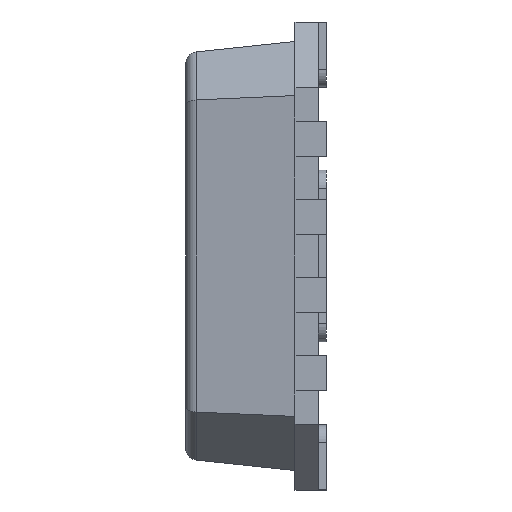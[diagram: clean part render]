
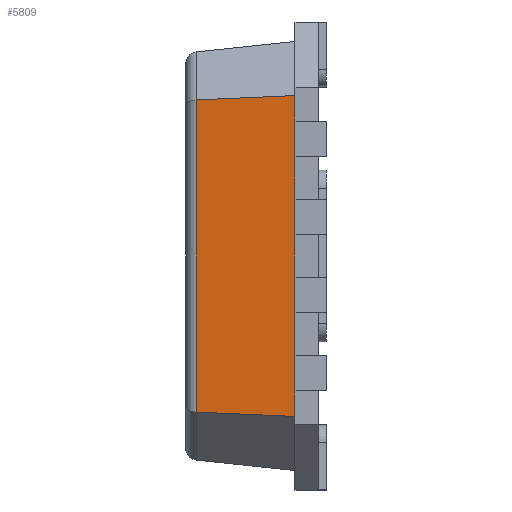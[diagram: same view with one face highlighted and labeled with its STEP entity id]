
A CAD part, left-side view. The second image highlights one B-rep face of the part: STEP entity #5809.
In plain terms, the highlighted planar face has unit normal (-0.995, 0.104, 0).
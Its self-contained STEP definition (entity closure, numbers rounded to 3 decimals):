
#14 = DIRECTION ( 'NONE',  ( 0., 0., -1. ) ) ;
#25 = ORIENTED_EDGE ( 'NONE', *, *, #5017, .F. ) ;
#187 = ORIENTED_EDGE ( 'NONE', *, *, #2136, .F. ) ;
#203 = EDGE_CURVE ( 'NONE', #7354, #645, #2030, .T. ) ;
#297 = DIRECTION ( 'NONE',  ( -0.995, 0.105, 0. ) ) ;
#554 = DIRECTION ( 'NONE',  ( 0., 0., -1. ) ) ;
#645 = VERTEX_POINT ( 'NONE', #7357 ) ;
#699 = VERTEX_POINT ( 'NONE', #3871 ) ;
#825 = PLANE ( 'NONE',  #4624 ) ;
#1089 = VECTOR ( 'NONE', #14, 1000. ) ;
#1096 = LINE ( 'NONE', #2253, #5644 ) ;
#1109 = CARTESIAN_POINT ( 'NONE',  ( -1.297, 0.943, 0.996 ) ) ;
#1194 = VECTOR ( 'NONE', #4229, 1000. ) ;
#1257 = ORIENTED_EDGE ( 'NONE', *, *, #203, .F. ) ;
#1319 = ORIENTED_EDGE ( 'NONE', *, *, #6186, .F. ) ;
#1401 = FACE_OUTER_BOUND ( 'NONE', #5482, .T. ) ;
#1475 = DIRECTION ( 'NONE',  ( 0., 0., -1. ) ) ;
#1500 = VECTOR ( 'NONE', #2546, 1000. ) ;
#1510 = CARTESIAN_POINT ( 'NONE',  ( -1.375, 0.2, -1.028 ) ) ;
#1680 = DIRECTION ( 'NONE',  ( 0.104, 0.994, 0.043 ) ) ;
#1706 = CARTESIAN_POINT ( 'NONE',  ( -1.375, 0.2, 0.135 ) ) ;
#1707 = EDGE_CURVE ( 'NONE', #2754, #5941, #5666, .T. ) ;
#1721 = VECTOR ( 'NONE', #2817, 1000. ) ;
#1723 = LINE ( 'NONE', #1109, #6582 ) ;
#2030 = LINE ( 'NONE', #6125, #6412 ) ;
#2136 = EDGE_CURVE ( 'NONE', #6637, #2754, #4833, .T. ) ;
#2146 = LINE ( 'NONE', #6799, #6625 ) ;
#2253 = CARTESIAN_POINT ( 'NONE',  ( -1.375, 0.2, -1.028 ) ) ;
#2295 = CARTESIAN_POINT ( 'NONE',  ( -1.297, 0.943, -0.996 ) ) ;
#2315 = CARTESIAN_POINT ( 'NONE',  ( -1.375, 0.2, -1.028 ) ) ;
#2367 = CARTESIAN_POINT ( 'NONE',  ( -1.375, 0.2, -0.865 ) ) ;
#2408 = ORIENTED_EDGE ( 'NONE', *, *, #2661, .T. ) ;
#2546 = DIRECTION ( 'NONE',  ( 0., 0., -1. ) ) ;
#2626 = CARTESIAN_POINT ( 'NONE',  ( -1.301, 0.9, 0. ) ) ;
#2661 = EDGE_CURVE ( 'NONE', #5781, #2884, #1723, .T. ) ;
#2743 = DIRECTION ( 'NONE',  ( 0., 0., -1. ) ) ;
#2754 = VERTEX_POINT ( 'NONE', #6538 ) ;
#2777 = LINE ( 'NONE', #4424, #7068 ) ;
#2817 = DIRECTION ( 'NONE',  ( 0., 0., -1. ) ) ;
#2884 = VERTEX_POINT ( 'NONE', #6079 ) ;
#2978 = CARTESIAN_POINT ( 'NONE',  ( -1.375, 0.2, 1.028 ) ) ;
#2995 = ORIENTED_EDGE ( 'NONE', *, *, #4806, .F. ) ;
#3121 = CARTESIAN_POINT ( 'NONE',  ( -1.375, 0.2, -1.028 ) ) ;
#3288 = VERTEX_POINT ( 'NONE', #5763 ) ;
#3316 = CARTESIAN_POINT ( 'NONE',  ( -1.375, 0.2, -1.028 ) ) ;
#3366 = ORIENTED_EDGE ( 'NONE', *, *, #5701, .F. ) ;
#3530 = EDGE_CURVE ( 'NONE', #5781, #4185, #6367, .T. ) ;
#3650 = VECTOR ( 'NONE', #554, 1000. ) ;
#3867 = ORIENTED_EDGE ( 'NONE', *, *, #3530, .F. ) ;
#3871 = CARTESIAN_POINT ( 'NONE',  ( -1.375, 0.2, -0.135 ) ) ;
#4047 = DIRECTION ( 'NONE',  ( 0.104, 0.994, -0.043 ) ) ;
#4185 = VERTEX_POINT ( 'NONE', #5503 ) ;
#4229 = DIRECTION ( 'NONE',  ( 0., 0., -1. ) ) ;
#4252 = EDGE_CURVE ( 'NONE', #699, #7354, #1096, .T. ) ;
#4330 = ORIENTED_EDGE ( 'NONE', *, *, #4252, .F. ) ;
#4370 = ORIENTED_EDGE ( 'NONE', *, *, #5169, .F. ) ;
#4424 = CARTESIAN_POINT ( 'NONE',  ( -1.308, 0.833, -0.998 ) ) ;
#4511 = VECTOR ( 'NONE', #1475, 1000. ) ;
#4610 = DIRECTION ( 'NONE',  ( 0., 0., -1. ) ) ;
#4624 = AXIS2_PLACEMENT_3D ( 'NONE', #2626, #297, #6641 ) ;
#4718 = LINE ( 'NONE', #7059, #3650 ) ;
#4806 = EDGE_CURVE ( 'NONE', #4185, #6223, #2146, .T. ) ;
#4833 = LINE ( 'NONE', #7141, #1194 ) ;
#4839 = ORIENTED_EDGE ( 'NONE', *, *, #5962, .T. ) ;
#4951 = CARTESIAN_POINT ( 'NONE',  ( -1.308, 0.833, -1.001 ) ) ;
#5017 = EDGE_CURVE ( 'NONE', #645, #6637, #5194, .T. ) ;
#5169 = EDGE_CURVE ( 'NONE', #3288, #6952, #6709, .T. ) ;
#5194 = LINE ( 'NONE', #3121, #1500 ) ;
#5482 = EDGE_LOOP ( 'NONE', ( #2408, #4839, #7045, #187, #25, #1257, #4330, #3366, #4370, #1319, #2995, #3867 ) ) ;
#5503 = CARTESIAN_POINT ( 'NONE',  ( -1.375, 0.2, 0.865 ) ) ;
#5644 = VECTOR ( 'NONE', #4610, 1000. ) ;
#5666 = LINE ( 'NONE', #2295, #7172 ) ;
#5701 = EDGE_CURVE ( 'NONE', #6952, #699, #4718, .T. ) ;
#5758 = LINE ( 'NONE', #2315, #1089 ) ;
#5763 = CARTESIAN_POINT ( 'NONE',  ( -1.375, 0.2, 0.365 ) ) ;
#5781 = VERTEX_POINT ( 'NONE', #2978 ) ;
#5791 = CARTESIAN_POINT ( 'NONE',  ( -1.375, 0.2, 0.635 ) ) ;
#5809 = ADVANCED_FACE ( 'NONE', ( #1401 ), #825, .T. ) ;
#5810 = CARTESIAN_POINT ( 'NONE',  ( -1.375, 0.2, -0.365 ) ) ;
#5941 = VERTEX_POINT ( 'NONE', #4951 ) ;
#5962 = EDGE_CURVE ( 'NONE', #2884, #5941, #2777, .T. ) ;
#6079 = CARTESIAN_POINT ( 'NONE',  ( -1.308, 0.833, 1.001 ) ) ;
#6084 = DIRECTION ( 'NONE',  ( 0., 0., -1. ) ) ;
#6125 = CARTESIAN_POINT ( 'NONE',  ( -1.375, 0.2, -1.028 ) ) ;
#6186 = EDGE_CURVE ( 'NONE', #6223, #3288, #5758, .T. ) ;
#6223 = VERTEX_POINT ( 'NONE', #5791 ) ;
#6367 = LINE ( 'NONE', #3316, #1721 ) ;
#6412 = VECTOR ( 'NONE', #6084, 1000. ) ;
#6538 = CARTESIAN_POINT ( 'NONE',  ( -1.375, 0.2, -1.028 ) ) ;
#6582 = VECTOR ( 'NONE', #4047, 1000. ) ;
#6625 = VECTOR ( 'NONE', #7376, 1000. ) ;
#6637 = VERTEX_POINT ( 'NONE', #2367 ) ;
#6641 = DIRECTION ( 'NONE',  ( 0., 0., -1. ) ) ;
#6709 = LINE ( 'NONE', #1510, #4511 ) ;
#6799 = CARTESIAN_POINT ( 'NONE',  ( -1.375, 0.2, -1.028 ) ) ;
#6952 = VERTEX_POINT ( 'NONE', #1706 ) ;
#7045 = ORIENTED_EDGE ( 'NONE', *, *, #1707, .F. ) ;
#7059 = CARTESIAN_POINT ( 'NONE',  ( -1.375, 0.2, -1.028 ) ) ;
#7068 = VECTOR ( 'NONE', #2743, 1000. ) ;
#7141 = CARTESIAN_POINT ( 'NONE',  ( -1.375, 0.2, -1.028 ) ) ;
#7172 = VECTOR ( 'NONE', #1680, 1000. ) ;
#7354 = VERTEX_POINT ( 'NONE', #5810 ) ;
#7357 = CARTESIAN_POINT ( 'NONE',  ( -1.375, 0.2, -0.635 ) ) ;
#7376 = DIRECTION ( 'NONE',  ( 0., 0., -1. ) ) ;
